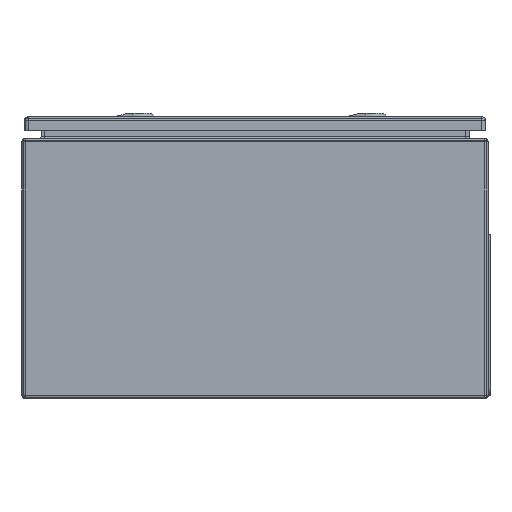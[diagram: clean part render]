
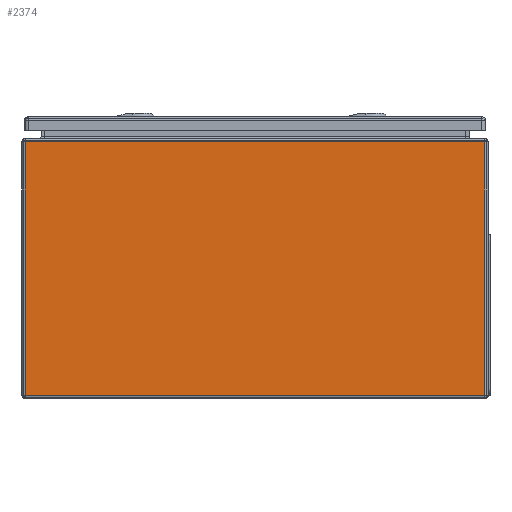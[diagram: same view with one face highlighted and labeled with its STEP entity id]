
A CAD part, left-side view. The second image highlights one B-rep face of the part: STEP entity #2374.
In plain terms, the highlighted planar face has unit normal (-1, 0, 0).
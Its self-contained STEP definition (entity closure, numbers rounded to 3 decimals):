
#2374=ADVANCED_FACE('',(#3150),#2892,.T.);
#2892=PLANE('',#10480);
#3150=FACE_OUTER_BOUND('',#3617,.T.);
#3617=EDGE_LOOP('',(#4394,#4395,#4396,#4397));
#4394=ORIENTED_EDGE('',*,*,#7764,.T.);
#4395=ORIENTED_EDGE('',*,*,#7765,.T.);
#4396=ORIENTED_EDGE('',*,*,#7766,.T.);
#4397=ORIENTED_EDGE('',*,*,#7767,.T.);
#6918=VERTEX_POINT('',#14349);
#6919=VERTEX_POINT('',#14350);
#6920=VERTEX_POINT('',#14352);
#6921=VERTEX_POINT('',#14354);
#7764=EDGE_CURVE('',#6918,#6919,#8994,.T.);
#7765=EDGE_CURVE('',#6919,#6920,#8995,.T.);
#7766=EDGE_CURVE('',#6920,#6921,#8996,.T.);
#7767=EDGE_CURVE('',#6921,#6918,#8997,.T.);
#8994=LINE('',#14348,#9736);
#8995=LINE('',#14351,#9737);
#8996=LINE('',#14353,#9738);
#8997=LINE('',#14355,#9739);
#9736=VECTOR('',#11584,1.);
#9737=VECTOR('',#11585,1.);
#9738=VECTOR('',#11586,1.);
#9739=VECTOR('',#11587,1.);
#10480=AXIS2_PLACEMENT_3D('',#14356,#11588,#11589);
#11584=DIRECTION('',(0.,0.,-1.));
#11585=DIRECTION('',(0.,-1.,0.));
#11586=DIRECTION('',(0.,0.,1.));
#11587=DIRECTION('',(0.,1.,0.));
#11588=DIRECTION('',(-1.,0.,0.));
#11589=DIRECTION('',(0.,0.,1.));
#14348=CARTESIAN_POINT('',(-400.,246.5,279.));
#14349=CARTESIAN_POINT('',(-400.,246.5,275.5));
#14350=CARTESIAN_POINT('',(-400.,246.5,3.5));
#14351=CARTESIAN_POINT('',(-400.,-250.,3.5));
#14352=CARTESIAN_POINT('',(-400.,-246.5,3.5));
#14353=CARTESIAN_POINT('',(-400.,-246.5,279.));
#14354=CARTESIAN_POINT('',(-400.,-246.5,275.5));
#14355=CARTESIAN_POINT('',(-400.,250.,275.5));
#14356=CARTESIAN_POINT('',(-400.,-250.,279.));
